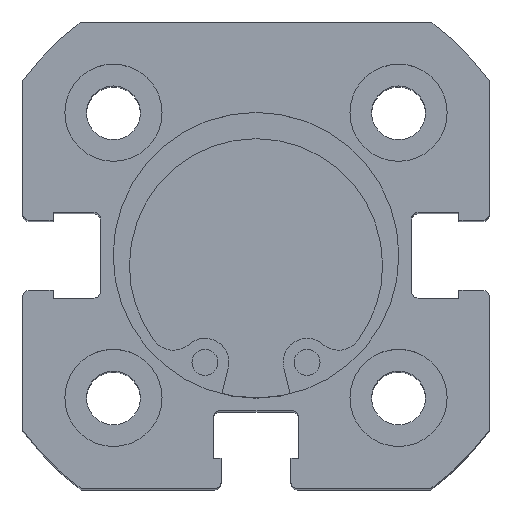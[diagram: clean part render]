
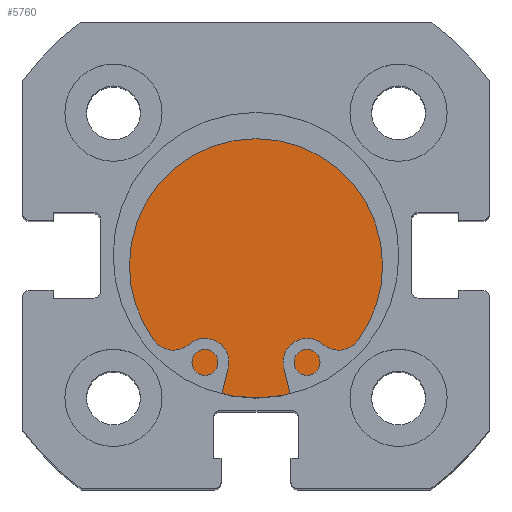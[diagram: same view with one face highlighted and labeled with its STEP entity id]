
A CAD part, top view. The second image highlights one B-rep face of the part: STEP entity #5760.
In plain terms, the highlighted face is planar.
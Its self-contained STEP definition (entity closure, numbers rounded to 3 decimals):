
#253 = EDGE_CURVE ( 'NONE', #2477, #2474, #1116, .T. ) ;
#262 = EDGE_CURVE ( 'NONE', #2474, #2477, #1127, .T. ) ;
#378 = AXIS2_PLACEMENT_3D ( 'NONE', #4113, #4092, #4091 ) ;
#383 = AXIS2_PLACEMENT_3D ( 'NONE', #4059, #4050, #4049 ) ;
#661 = AXIS2_PLACEMENT_3D ( 'NONE', #5085, #5087, #5088 ) ;
#1116 = CIRCLE ( 'NONE', #378, 11. ) ;
#1127 = CIRCLE ( 'NONE', #383, 11. ) ;
#2412 = ORIENTED_EDGE ( 'NONE', *, *, #262, .F. ) ;
#2474 = VERTEX_POINT ( 'NONE', #3537 ) ;
#2477 = VERTEX_POINT ( 'NONE', #3534 ) ;
#3534 = CARTESIAN_POINT ( 'NONE',  ( 6., 0., 11. ) ) ;
#3537 = CARTESIAN_POINT ( 'NONE',  ( 6., 0., -11. ) ) ;
#4049 = DIRECTION ( 'NONE',  ( 0., 0., 1. ) ) ;
#4050 = DIRECTION ( 'NONE',  ( -1., 0., 0. ) ) ;
#4059 = CARTESIAN_POINT ( 'NONE',  ( 6., 0., 0. ) ) ;
#4091 = DIRECTION ( 'NONE',  ( 0., 0., 1. ) ) ;
#4092 = DIRECTION ( 'NONE',  ( -1., 0., 0. ) ) ;
#4113 = CARTESIAN_POINT ( 'NONE',  ( 6., 0., 0. ) ) ;
#4514 = EDGE_LOOP ( 'NONE', ( #4515, #2412 ) ) ;
#4515 = ORIENTED_EDGE ( 'NONE', *, *, #253, .F. ) ;
#5085 = CARTESIAN_POINT ( 'NONE',  ( 6., 11., 0. ) ) ;
#5086 = PLANE ( 'NONE',  #661 ) ;
#5087 = DIRECTION ( 'NONE',  ( -1., 0., 0. ) ) ;
#5088 = DIRECTION ( 'NONE',  ( 0., 0., 1. ) ) ;
#5386 = FACE_OUTER_BOUND ( 'NONE', #4514, .T. ) ;
#5760 = ADVANCED_FACE ( 'NONE', ( #5386 ), #5086, .F. ) ;
